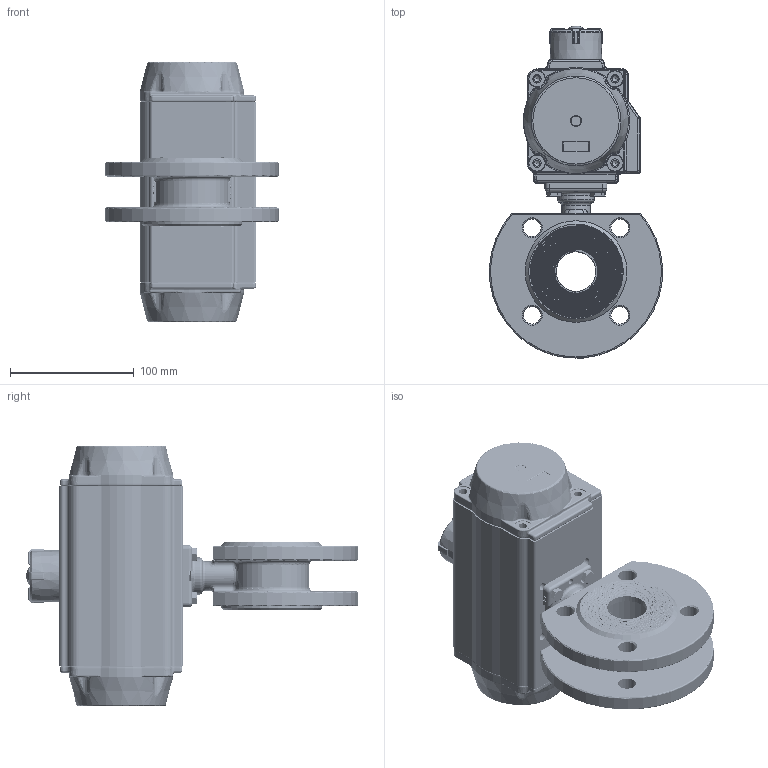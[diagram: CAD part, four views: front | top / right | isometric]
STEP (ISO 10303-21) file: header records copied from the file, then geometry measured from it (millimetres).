
FILE_DESCRIPTION(/* description */ ('Unknown'),/* implementation_level */ '2;1');
FILE_NAME(/* name */ 'PE03 0939-07',/* time_stamp */ '2025-03-20T08:43:49+01:00',/* author */ ('Unknown'),/* organization */ ('Unknown'),/* preprocessor_version */ 'ST-DEVELOPER v19.4',/* originating_system */ 'Solid Edge',/* authorisation */ 'Unknown');
FILE_SCHEMA (('AUTOMOTIVE_DESIGN {1 0 10303 214 3 1 1}'));
Products named in the file (20): PE03 0939-07; 939-07_(8M.460.032); Bellevlle Washer; Cap; Nut Stopper; Stem; Body; Small hex thin nuts-Fine pitch thread GB_GB_FASTENER_NUT_SSFNTT M16X1.
5-N; Plate Washer; PD04_PE03; vt75-2016-06-25; VTE75埴詰; vt75-2016-06-25  酘傷裔; huosai75; Welle; Optische Anzeige; ______; ________(___________; cup head nib bolts with large head gb_GB_FASTENER_BOLT_CHNBW M6X25-N; DIN 933 M6x22 A2-70 BLK_EDST
Assembly tree (27 placements, depth 4):
  PE03 0939-07
    939-07_(8M.460.032)
      Bellevlle Washer  x2
      Cap
      Nut Stopper
      Stem
      Body
      Small hex thin nuts-Fine pitch thread GB_GB_FASTENER_NUT_SSFNTT M16X1.
5-N
      Plate Washer
    PD04_PE03
      vt75-2016-06-25
      VTE75埴詰
      vt75-2016-06-25  酘傷裔
      huosai75  x2
      Welle
      Optische Anzeige
        ______
        ________(___________  x4
        cup head nib bolts with large head gb_GB_FASTENER_BOLT_CHNBW M6X25-N
    DIN 933 M6x22 A2-70 BLK_EDST  x4
Bounding box: 139.81 x 268.05 x 210 mm (x, y, z)
Volume: 1238449 mm3; surface area: 364615.1 mm2
Topology: 24 solids, 24 shells, 3268 faces, 8051 edges, 4930 vertices
Faces by surface type: plane 1010, cylinder 835, bspline 748, torus 434, cone 196, sphere 45
Full cylindrical faces by diameter (mm): 3 x16, 3.3 x8, 4.134 x8, 4.66 x1, 4.917 x13, 5 x2, 5.5 x1, 6 x9, 6.2 x1, 6.647 x6, 10 x4, 11 x1, 11.445 x2, 12 x2, 13 x10, 14 x3, 14.1 x1, 14.2 x8, 14.3 x2, 14.376 x1, 14.4 x1, 16.2 x1, 16.4 x1, 17 x1, 17.5 x1, 18 x2, 18.5 x1, 18.7 x1, 20 x7, 21 x12
Entity records: 129757 total; most frequent: CARTESIAN_POINT 75577, ORIENTED_EDGE 11826, DIRECTION 9428, EDGE_CURVE 5913, VERTEX_POINT 3852, AXIS2_PLACEMENT_3D 3602, FACE_BOUND 3093, EDGE_LOOP 3077
